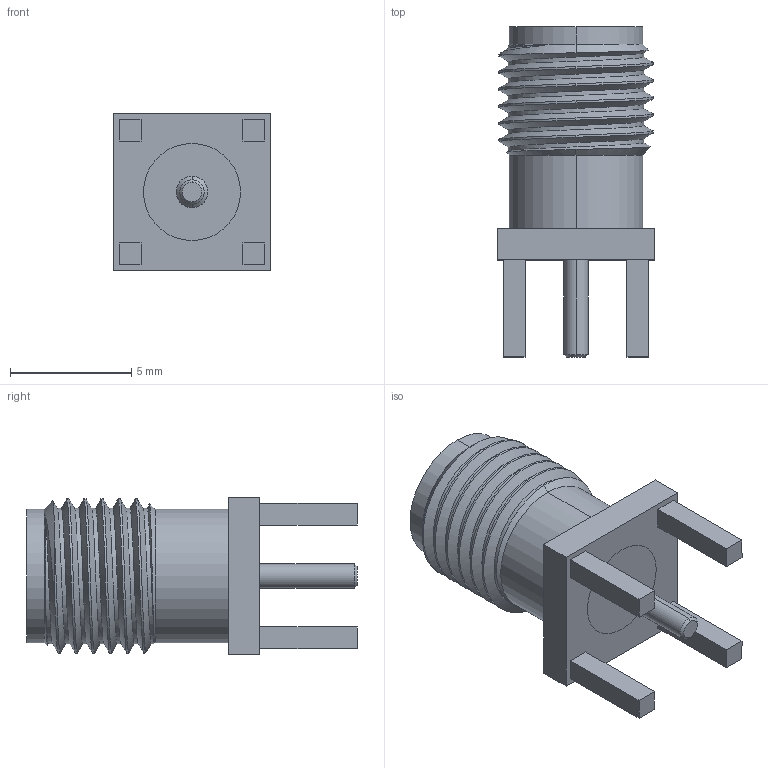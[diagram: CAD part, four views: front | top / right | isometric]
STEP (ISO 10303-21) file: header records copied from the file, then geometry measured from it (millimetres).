
FILE_DESCRIPTION (( 'STEP AP214' ), '1' );
FILE_NAME ('SMA CONNECTOR.STEP', '2020-03-12T15:15:02', ( '' ), ( '' ), 'SwSTEP 2.0', 'SolidWorks 2017', '' );
FILE_SCHEMA (( 'AUTOMOTIVE_DESIGN' ));
Length unit declared in the file: millimetre
Products named in the file (1): SMA CONNECTOR
Bounding box: 6.5 x 13.6 x 6.5 mm (x, y, z)
Volume: 265.4 mm3; surface area: 685.8 mm2
Topology: 3 solids, 3 shells, 77 faces, 179 edges, 115 vertices
Faces by surface type: plane 33, cylinder 28, cone 13, bspline 3
Entity records: 4341 total; most frequent: CARTESIAN_POINT 2587, ORIENTED_EDGE 358, DIRECTION 338, EDGE_CURVE 179, AXIS2_PLACEMENT_3D 119, VERTEX_POINT 115, LINE 100, VECTOR 100
